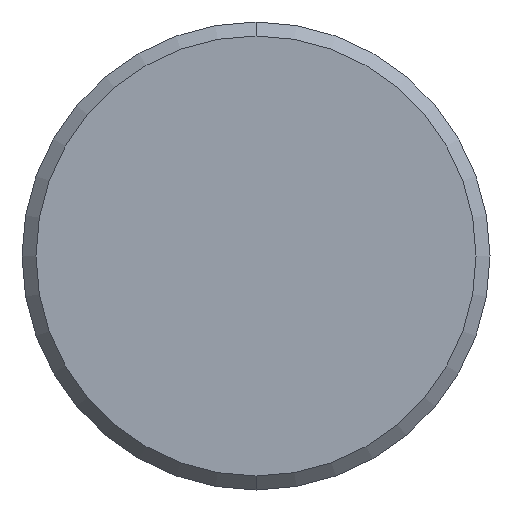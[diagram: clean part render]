
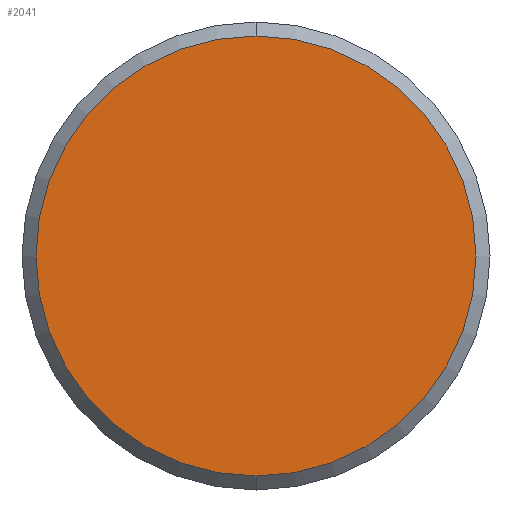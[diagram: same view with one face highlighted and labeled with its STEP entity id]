
A CAD part, left-side view. The second image highlights one B-rep face of the part: STEP entity #2041.
In plain terms, the highlighted planar face has unit normal (-1, 0, 0).
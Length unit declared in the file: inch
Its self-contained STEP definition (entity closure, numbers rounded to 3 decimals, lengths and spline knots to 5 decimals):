
#80 = DIRECTION ( 'NONE',  ( 0., 0., 1. ) ) ;
#252 = DIRECTION ( 'NONE',  ( 0., 0., 1. ) ) ;
#255 = DIRECTION ( 'NONE',  ( 0., 0., 1. ) ) ;
#327 = CARTESIAN_POINT ( 'NONE',  ( -0.39266, 0.64109, 0.5259 ) ) ;
#467 = CARTESIAN_POINT ( 'NONE',  ( -0.39266, 0.64109, 1.2869 ) ) ;
#740 = CARTESIAN_POINT ( 'NONE',  ( -0.39266, 1.05159, 0.9064 ) ) ;
#886 = DIRECTION ( 'NONE',  ( -1., 0., 0. ) ) ;
#976 = ORIENTED_EDGE ( 'NONE', *, *, #1192, .T. ) ;
#1084 = CARTESIAN_POINT ( 'NONE',  ( -0.39266, 0.64109, 0.9064 ) ) ;
#1192 = EDGE_CURVE ( 'NONE', #1603, #1594, #1702, .T. ) ;
#1196 = EDGE_LOOP ( 'NONE', ( #1385, #976 ) ) ;
#1296 = AXIS2_PLACEMENT_3D ( 'NONE', #740, #1574, #252 ) ;
#1354 = FACE_OUTER_BOUND ( 'NONE', #1196, .T. ) ;
#1385 = ORIENTED_EDGE ( 'NONE', *, *, #2108, .T. ) ;
#1412 = CARTESIAN_POINT ( 'NONE',  ( -0.39266, 0.64109, 0.9064 ) ) ;
#1442 = CIRCLE ( 'NONE', #1788, 0.3805 ) ;
#1574 = DIRECTION ( 'NONE',  ( -1., 0., 0. ) ) ;
#1594 = VERTEX_POINT ( 'NONE', #327 ) ;
#1603 = VERTEX_POINT ( 'NONE', #467 ) ;
#1702 = CIRCLE ( 'NONE', #1967, 0.3805 ) ;
#1716 = PLANE ( 'NONE',  #1296 ) ;
#1788 = AXIS2_PLACEMENT_3D ( 'NONE', #1084, #886, #80 ) ;
#1913 = DIRECTION ( 'NONE',  ( -1., 0., 0. ) ) ;
#1967 = AXIS2_PLACEMENT_3D ( 'NONE', #1412, #1913, #255 ) ;
#2041 = ADVANCED_FACE ( 'NONE', ( #1354 ), #1716, .T. ) ;
#2108 = EDGE_CURVE ( 'NONE', #1594, #1603, #1442, .T. ) ;
